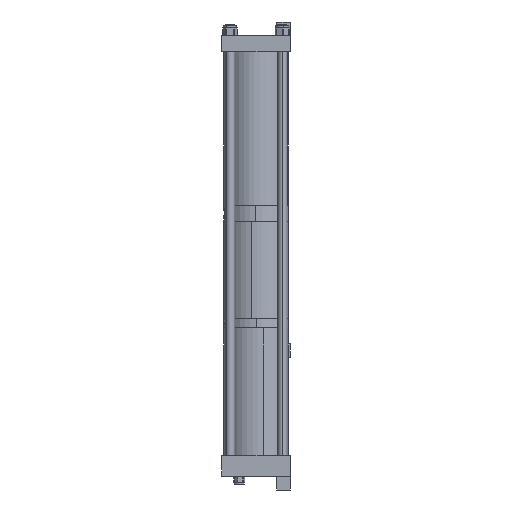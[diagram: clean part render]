
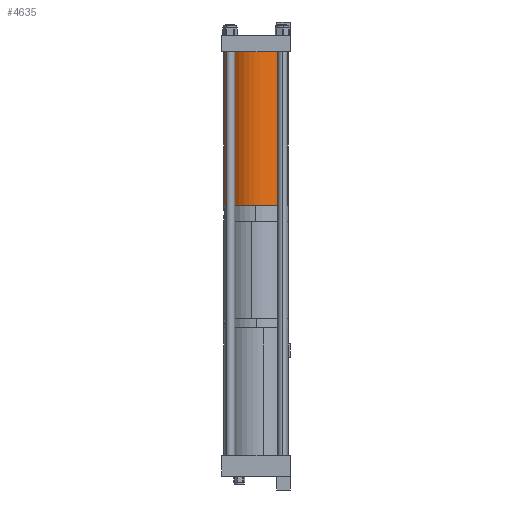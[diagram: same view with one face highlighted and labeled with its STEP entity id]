
A CAD part, left-side view. The second image highlights one B-rep face of the part: STEP entity #4635.
In plain terms, the highlighted cylindrical face has radius 88.9 mm (diameter 177.8 mm), a partial arc.
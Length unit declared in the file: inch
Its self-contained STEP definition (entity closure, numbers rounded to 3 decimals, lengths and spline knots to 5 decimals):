
#109 = VERTEX_POINT ( 'NONE', #16971 ) ;
#204 = CARTESIAN_POINT ( 'NONE',  ( 0., 0., 16.658 ) ) ;
#224 = CYLINDRICAL_SURFACE ( 'NONE', #11115, 3.5 ) ;
#1198 = CARTESIAN_POINT ( 'NONE',  ( 0., 0., 0. ) ) ;
#1249 = VERTEX_POINT ( 'NONE', #17052 ) ;
#1559 = ORIENTED_EDGE ( 'NONE', *, *, #12199, .F. ) ;
#1828 = EDGE_CURVE ( 'NONE', #12324, #1249, #15778, .T. ) ;
#2378 = EDGE_LOOP ( 'NONE', ( #13642, #16307, #12396, #1559 ) ) ;
#2557 = AXIS2_PLACEMENT_3D ( 'NONE', #204, #14420, #8814 ) ;
#3493 = VERTEX_POINT ( 'NONE', #17089 ) ;
#3519 = EDGE_CURVE ( 'NONE', #1249, #109, #7139, .T. ) ;
#3817 = DIRECTION ( 'NONE',  ( -1., 0., 0. ) ) ;
#4264 = CIRCLE ( 'NONE', #2557, 3.5 ) ;
#4635 = ADVANCED_FACE ( 'NONE', ( #11530 ), #224, .T. ) ;
#4878 = CARTESIAN_POINT ( 'NONE',  ( -3.5, 0., 16.658 ) ) ;
#6242 = DIRECTION ( 'NONE',  ( 0., 0., -1. ) ) ;
#6450 = EDGE_CURVE ( 'NONE', #12324, #3493, #4264, .T. ) ;
#6538 = CARTESIAN_POINT ( 'NONE',  ( 0., 0., 16.658 ) ) ;
#7139 = CIRCLE ( 'NONE', #15563, 3.5 ) ;
#8035 = DIRECTION ( 'NONE',  ( 1., 0., 0. ) ) ;
#8814 = DIRECTION ( 'NONE',  ( 1., 0., 0. ) ) ;
#9859 = LINE ( 'NONE', #4878, #16457 ) ;
#10399 = CARTESIAN_POINT ( 'NONE',  ( 3.5, 0., 16.658 ) ) ;
#11115 = AXIS2_PLACEMENT_3D ( 'NONE', #6538, #16349, #3817 ) ;
#11530 = FACE_OUTER_BOUND ( 'NONE', #2378, .T. ) ;
#12199 = EDGE_CURVE ( 'NONE', #3493, #109, #9859, .T. ) ;
#12324 = VERTEX_POINT ( 'NONE', #13721 ) ;
#12396 = ORIENTED_EDGE ( 'NONE', *, *, #3519, .T. ) ;
#13300 = DIRECTION ( 'NONE',  ( 0., 0., -1. ) ) ;
#13569 = VECTOR ( 'NONE', #6242, 39.37008 ) ;
#13642 = ORIENTED_EDGE ( 'NONE', *, *, #6450, .F. ) ;
#13721 = CARTESIAN_POINT ( 'NONE',  ( 3.5, 0., 16.658 ) ) ;
#14420 = DIRECTION ( 'NONE',  ( 0., 0., 1. ) ) ;
#15051 = DIRECTION ( 'NONE',  ( 0., 0., 1. ) ) ;
#15563 = AXIS2_PLACEMENT_3D ( 'NONE', #1198, #15051, #8035 ) ;
#15778 = LINE ( 'NONE', #10399, #13569 ) ;
#16307 = ORIENTED_EDGE ( 'NONE', *, *, #1828, .T. ) ;
#16349 = DIRECTION ( 'NONE',  ( 0., 0., -1. ) ) ;
#16457 = VECTOR ( 'NONE', #13300, 39.37008 ) ;
#16971 = CARTESIAN_POINT ( 'NONE',  ( -3.5, 0., 0. ) ) ;
#17052 = CARTESIAN_POINT ( 'NONE',  ( 3.5, 0., 0. ) ) ;
#17089 = CARTESIAN_POINT ( 'NONE',  ( -3.5, 0., 16.658 ) ) ;
